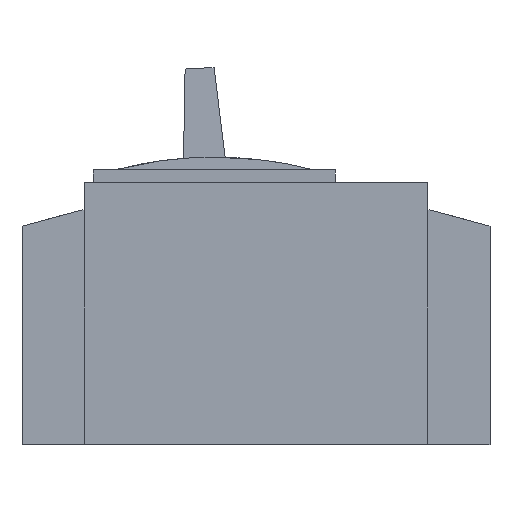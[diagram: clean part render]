
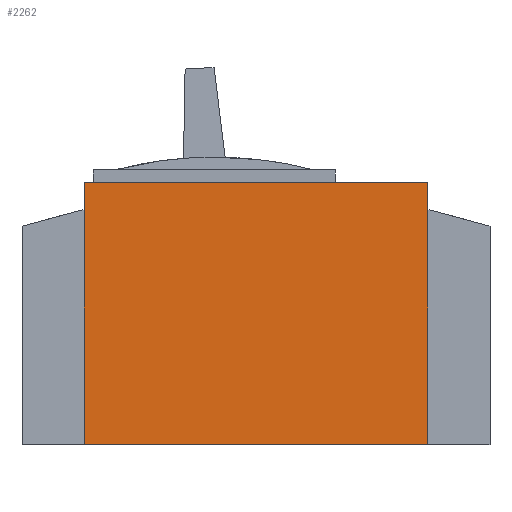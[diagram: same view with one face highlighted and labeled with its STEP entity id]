
A CAD part, left-side view. The second image highlights one B-rep face of the part: STEP entity #2262.
In plain terms, the highlighted planar face has unit normal (-1, 0, 0).
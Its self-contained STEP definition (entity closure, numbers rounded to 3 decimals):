
#132 = CARTESIAN_POINT ( 'NONE',  ( 0., 67.5, 103. ) ) ;
#138 = DIRECTION ( 'NONE',  ( 0., -1., 0. ) ) ;
#630 = EDGE_CURVE ( 'NONE', #2719, #2826, #1630, .T. ) ;
#702 = EDGE_CURVE ( 'NONE', #2817, #2815, #1768, .T. ) ;
#735 = EDGE_CURVE ( 'NONE', #2815, #2719, #2920, .T. ) ;
#758 = EDGE_CURVE ( 'NONE', #2826, #2817, #2961, .T. ) ;
#1069 = AXIS2_PLACEMENT_3D ( 'NONE', #4226, #4232, #4233 ) ;
#1217 = EDGE_LOOP ( 'NONE', ( #2429, #2430, #2431, #2432 ) ) ;
#1630 = LINE ( 'NONE', #132, #1650 ) ;
#1650 = VECTOR ( 'NONE', #138, 1000. ) ;
#1768 = LINE ( 'NONE', #2206, #1781 ) ;
#1781 = VECTOR ( 'NONE', #2209, 1000. ) ;
#2206 = CARTESIAN_POINT ( 'NONE',  ( 0., -67.5, 0. ) ) ;
#2209 = DIRECTION ( 'NONE',  ( 0., 1., 0. ) ) ;
#2262 = ADVANCED_FACE ( 'PLANAR_7', ( #3778 ), #4223, .F. ) ;
#2429 = ORIENTED_EDGE ( 'NONE', *, *, #630, .F. ) ;
#2430 = ORIENTED_EDGE ( 'NONE', *, *, #735, .F. ) ;
#2431 = ORIENTED_EDGE ( 'NONE', *, *, #702, .F. ) ;
#2432 = ORIENTED_EDGE ( 'NONE', *, *, #758, .F. ) ;
#2719 = VERTEX_POINT ( 'NONE', #4403 ) ;
#2815 = VERTEX_POINT ( 'NONE', #4497 ) ;
#2817 = VERTEX_POINT ( 'NONE', #4499 ) ;
#2826 = VERTEX_POINT ( 'NONE', #4508 ) ;
#2920 = LINE ( 'NONE', #3214, #2921 ) ;
#2921 = VECTOR ( 'NONE', #3215, 1000. ) ;
#2961 = LINE ( 'NONE', #3265, #2962 ) ;
#2962 = VECTOR ( 'NONE', #3266, 1000. ) ;
#3214 = CARTESIAN_POINT ( 'NONE',  ( 0., 67.5, 0. ) ) ;
#3215 = DIRECTION ( 'NONE',  ( 0., 0., 1. ) ) ;
#3265 = CARTESIAN_POINT ( 'NONE',  ( 0., -67.5, 103. ) ) ;
#3266 = DIRECTION ( 'NONE',  ( 0., 0., -1. ) ) ;
#3778 = FACE_OUTER_BOUND ( 'NONE', #1217, .T. ) ;
#4223 = PLANE ( 'NONE',  #1069 ) ;
#4226 = CARTESIAN_POINT ( 'NONE',  ( 0., -67.5, 103. ) ) ;
#4232 = DIRECTION ( 'NONE',  ( 1., 0., 0. ) ) ;
#4233 = DIRECTION ( 'NONE',  ( 0., 0., -1. ) ) ;
#4403 = CARTESIAN_POINT ( 'NONE',  ( 0., 67.5, 103. ) ) ;
#4497 = CARTESIAN_POINT ( 'NONE',  ( 0., 67.5, 0. ) ) ;
#4499 = CARTESIAN_POINT ( 'NONE',  ( 0., -67.5, 0. ) ) ;
#4508 = CARTESIAN_POINT ( 'NONE',  ( 0., -67.5, 103. ) ) ;
